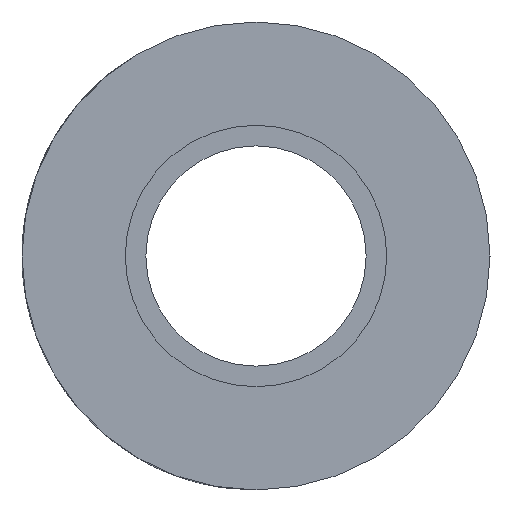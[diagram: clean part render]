
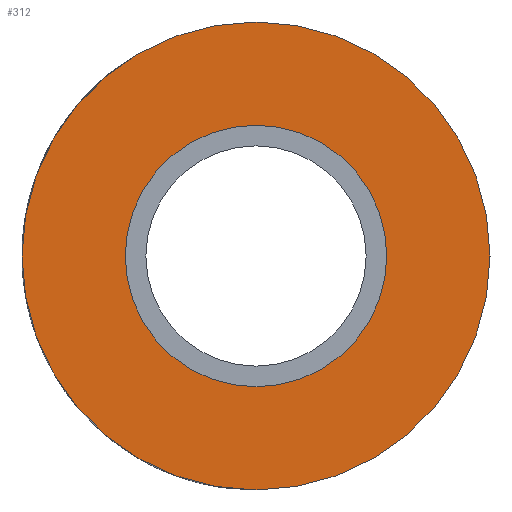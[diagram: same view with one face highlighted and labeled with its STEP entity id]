
A CAD part, left-side view. The second image highlights one B-rep face of the part: STEP entity #312.
In plain terms, the highlighted planar face has unit normal (-1, 0, 0).
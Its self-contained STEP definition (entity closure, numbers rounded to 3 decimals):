
#312 = ADVANCED_FACE ( 'NONE', ( #5042, #7265 ), #8852, .F. ) ;
#347 = AXIS2_PLACEMENT_3D ( 'NONE', #2124, #658, #9738 ) ;
#387 = ORIENTED_EDGE ( 'NONE', *, *, #5823, .F. ) ;
#565 = CARTESIAN_POINT ( 'NONE',  ( 0., 0., 0. ) ) ;
#569 = EDGE_CURVE ( 'NONE', #9520, #5188, #2230, .T. ) ;
#608 = DIRECTION ( 'NONE',  ( 0., 0., -1. ) ) ;
#658 = DIRECTION ( 'NONE',  ( -1., 0., 0. ) ) ;
#942 = EDGE_LOOP ( 'NONE', ( #387, #5735 ) ) ;
#1151 = EDGE_CURVE ( 'NONE', #5188, #9520, #7285, .T. ) ;
#1328 = VERTEX_POINT ( 'NONE', #6448 ) ;
#1615 = EDGE_CURVE ( 'NONE', #1989, #1328, #3033, .T. ) ;
#1847 = DIRECTION ( 'NONE',  ( 0., 0., 1. ) ) ;
#1989 = VERTEX_POINT ( 'NONE', #6706 ) ;
#2010 = CARTESIAN_POINT ( 'NONE',  ( 0., 0., 8.5 ) ) ;
#2124 = CARTESIAN_POINT ( 'NONE',  ( 0., 0., 0. ) ) ;
#2137 = EDGE_LOOP ( 'NONE', ( #7958, #2805 ) ) ;
#2230 = CIRCLE ( 'NONE', #2717, 8.5 ) ;
#2717 = AXIS2_PLACEMENT_3D ( 'NONE', #7663, #4535, #8304 ) ;
#2726 = AXIS2_PLACEMENT_3D ( 'NONE', #7030, #8617, #6927 ) ;
#2805 = ORIENTED_EDGE ( 'NONE', *, *, #569, .T. ) ;
#3033 = CIRCLE ( 'NONE', #2726, 4.75 ) ;
#3054 = CIRCLE ( 'NONE', #347, 4.75 ) ;
#4535 = DIRECTION ( 'NONE',  ( -1., 0., 0. ) ) ;
#4826 = DIRECTION ( 'NONE',  ( -1., 0., 0. ) ) ;
#5042 = FACE_BOUND ( 'NONE', #942, .T. ) ;
#5179 = DIRECTION ( 'NONE',  ( 1., 0., 0. ) ) ;
#5188 = VERTEX_POINT ( 'NONE', #2010 ) ;
#5735 = ORIENTED_EDGE ( 'NONE', *, *, #1615, .F. ) ;
#5823 = EDGE_CURVE ( 'NONE', #1328, #1989, #3054, .T. ) ;
#6448 = CARTESIAN_POINT ( 'NONE',  ( 0., 0., 4.75 ) ) ;
#6706 = CARTESIAN_POINT ( 'NONE',  ( 0., 0., -4.75 ) ) ;
#6927 = DIRECTION ( 'NONE',  ( 0., 0., -1. ) ) ;
#7030 = CARTESIAN_POINT ( 'NONE',  ( 0., 0., 0. ) ) ;
#7265 = FACE_OUTER_BOUND ( 'NONE', #2137, .T. ) ;
#7285 = CIRCLE ( 'NONE', #9192, 8.5 ) ;
#7427 = AXIS2_PLACEMENT_3D ( 'NONE', #565, #5179, #608 ) ;
#7663 = CARTESIAN_POINT ( 'NONE',  ( 0., 0., 0. ) ) ;
#7958 = ORIENTED_EDGE ( 'NONE', *, *, #1151, .T. ) ;
#8304 = DIRECTION ( 'NONE',  ( 0., 0., 1. ) ) ;
#8617 = DIRECTION ( 'NONE',  ( -1., 0., 0. ) ) ;
#8852 = PLANE ( 'NONE',  #7427 ) ;
#8935 = CARTESIAN_POINT ( 'NONE',  ( 0., 0., -8.5 ) ) ;
#9192 = AXIS2_PLACEMENT_3D ( 'NONE', #9432, #4826, #1847 ) ;
#9432 = CARTESIAN_POINT ( 'NONE',  ( 0., 0., 0. ) ) ;
#9520 = VERTEX_POINT ( 'NONE', #8935 ) ;
#9738 = DIRECTION ( 'NONE',  ( 0., 0., -1. ) ) ;
